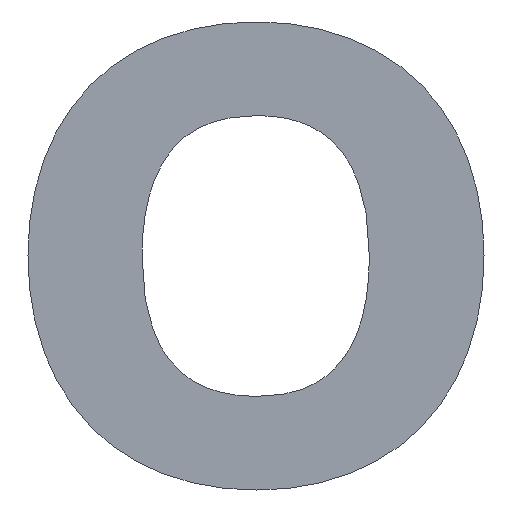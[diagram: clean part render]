
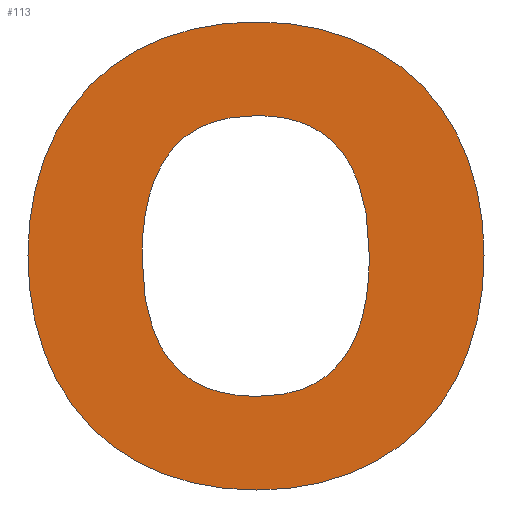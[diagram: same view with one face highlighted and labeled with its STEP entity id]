
A CAD part, front view. The second image highlights one B-rep face of the part: STEP entity #113.
In plain terms, the highlighted planar face has unit normal (0, -1, 0).
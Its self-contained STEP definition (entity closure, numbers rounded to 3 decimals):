
#12=CIRCLE('',#120,0.434);
#13=CIRCLE('',#121,0.444);
#14=CIRCLE('',#122,0.349);
#15=CIRCLE('',#123,0.353);
#16=CIRCLE('',#124,0.466);
#17=CIRCLE('',#125,0.471);
#18=CIRCLE('',#126,0.364);
#19=CIRCLE('',#127,0.345);
#20=CIRCLE('',#128,0.444);
#21=CIRCLE('',#129,0.434);
#22=CIRCLE('',#130,0.345);
#23=CIRCLE('',#131,0.358);
#24=CIRCLE('',#132,0.471);
#25=CIRCLE('',#133,0.466);
#26=CIRCLE('',#134,0.348);
#27=CIRCLE('',#135,0.349);
#28=ORIENTED_EDGE('',*,*,#52,.F.);
#29=ORIENTED_EDGE('',*,*,#53,.F.);
#30=ORIENTED_EDGE('',*,*,#54,.F.);
#31=ORIENTED_EDGE('',*,*,#55,.F.);
#32=ORIENTED_EDGE('',*,*,#56,.F.);
#33=ORIENTED_EDGE('',*,*,#57,.F.);
#34=ORIENTED_EDGE('',*,*,#58,.F.);
#35=ORIENTED_EDGE('',*,*,#59,.F.);
#36=ORIENTED_EDGE('',*,*,#60,.F.);
#37=ORIENTED_EDGE('',*,*,#61,.F.);
#38=ORIENTED_EDGE('',*,*,#62,.F.);
#39=ORIENTED_EDGE('',*,*,#63,.F.);
#40=ORIENTED_EDGE('',*,*,#64,.F.);
#41=ORIENTED_EDGE('',*,*,#65,.F.);
#42=ORIENTED_EDGE('',*,*,#66,.F.);
#43=ORIENTED_EDGE('',*,*,#67,.F.);
#44=ORIENTED_EDGE('',*,*,#68,.F.);
#45=ORIENTED_EDGE('',*,*,#69,.F.);
#46=ORIENTED_EDGE('',*,*,#70,.F.);
#47=ORIENTED_EDGE('',*,*,#71,.F.);
#48=ORIENTED_EDGE('',*,*,#72,.F.);
#49=ORIENTED_EDGE('',*,*,#73,.F.);
#50=ORIENTED_EDGE('',*,*,#74,.F.);
#51=ORIENTED_EDGE('',*,*,#75,.F.);
#52=EDGE_CURVE('',#76,#77,#100,.T.);
#53=EDGE_CURVE('',#78,#76,#101,.T.);
#54=EDGE_CURVE('',#79,#78,#102,.T.);
#55=EDGE_CURVE('',#80,#79,#103,.T.);
#56=EDGE_CURVE('',#81,#80,#104,.T.);
#57=EDGE_CURVE('',#82,#81,#105,.T.);
#58=EDGE_CURVE('',#83,#82,#106,.T.);
#59=EDGE_CURVE('',#77,#83,#107,.T.);
#60=EDGE_CURVE('',#84,#85,#12,.T.);
#61=EDGE_CURVE('',#86,#84,#13,.T.);
#62=EDGE_CURVE('',#87,#86,#14,.T.);
#63=EDGE_CURVE('',#88,#87,#15,.T.);
#64=EDGE_CURVE('',#89,#88,#16,.T.);
#65=EDGE_CURVE('',#90,#89,#17,.T.);
#66=EDGE_CURVE('',#91,#90,#18,.T.);
#67=EDGE_CURVE('',#92,#91,#19,.T.);
#68=EDGE_CURVE('',#93,#92,#20,.T.);
#69=EDGE_CURVE('',#94,#93,#21,.T.);
#70=EDGE_CURVE('',#95,#94,#22,.T.);
#71=EDGE_CURVE('',#96,#95,#23,.T.);
#72=EDGE_CURVE('',#97,#96,#24,.T.);
#73=EDGE_CURVE('',#98,#97,#25,.T.);
#74=EDGE_CURVE('',#99,#98,#26,.T.);
#75=EDGE_CURVE('',#85,#99,#27,.T.);
#76=VERTEX_POINT('',#178);
#77=VERTEX_POINT('',#179);
#78=VERTEX_POINT('',#184);
#79=VERTEX_POINT('',#189);
#80=VERTEX_POINT('',#194);
#81=VERTEX_POINT('',#199);
#82=VERTEX_POINT('',#204);
#83=VERTEX_POINT('',#209);
#84=VERTEX_POINT('',#215);
#85=VERTEX_POINT('',#216);
#86=VERTEX_POINT('',#218);
#87=VERTEX_POINT('',#220);
#88=VERTEX_POINT('',#222);
#89=VERTEX_POINT('',#224);
#90=VERTEX_POINT('',#226);
#91=VERTEX_POINT('',#228);
#92=VERTEX_POINT('',#230);
#93=VERTEX_POINT('',#232);
#94=VERTEX_POINT('',#234);
#95=VERTEX_POINT('',#236);
#96=VERTEX_POINT('',#238);
#97=VERTEX_POINT('',#240);
#98=VERTEX_POINT('',#242);
#99=VERTEX_POINT('',#244);
#100=B_SPLINE_CURVE_WITH_KNOTS('',3,(#174,#175,#176,#177),.UNSPECIFIED.,
 .F.,.F.,(4,4),(0.,1.),.UNSPECIFIED.);
#101=B_SPLINE_CURVE_WITH_KNOTS('',3,(#180,#181,#182,#183),.UNSPECIFIED.,
 .F.,.F.,(4,4),(0.,1.),.UNSPECIFIED.);
#102=B_SPLINE_CURVE_WITH_KNOTS('',3,(#185,#186,#187,#188),.UNSPECIFIED.,
 .F.,.F.,(4,4),(0.,1.),.UNSPECIFIED.);
#103=B_SPLINE_CURVE_WITH_KNOTS('',3,(#190,#191,#192,#193),.UNSPECIFIED.,
 .F.,.F.,(4,4),(0.,1.),.UNSPECIFIED.);
#104=B_SPLINE_CURVE_WITH_KNOTS('',3,(#195,#196,#197,#198),.UNSPECIFIED.,
 .F.,.F.,(4,4),(0.,1.),.UNSPECIFIED.);
#105=B_SPLINE_CURVE_WITH_KNOTS('',3,(#200,#201,#202,#203),.UNSPECIFIED.,
 .F.,.F.,(4,4),(0.,1.),.UNSPECIFIED.);
#106=B_SPLINE_CURVE_WITH_KNOTS('',3,(#205,#206,#207,#208),.UNSPECIFIED.,
 .F.,.F.,(4,4),(0.,1.),.UNSPECIFIED.);
#107=B_SPLINE_CURVE_WITH_KNOTS('',3,(#210,#211,#212,#213),.UNSPECIFIED.,
 .F.,.F.,(4,4),(0.,1.),.UNSPECIFIED.);
#108=EDGE_LOOP('',(#28,#29,#30,#31,#32,#33,#34,#35));
#109=EDGE_LOOP('',(#36,#37,#38,#39,#40,#41,#42,#43,#44,#45,#46,#47,#48,
#49,#50,#51));
#110=FACE_BOUND('',#108,.T.);
#111=FACE_BOUND('',#109,.T.);
#112=PLANE('',#119);
#113=ADVANCED_FACE('',(#110,#111),#112,.T.);
#119=AXIS2_PLACEMENT_3D('',#173,#138,#139);
#120=AXIS2_PLACEMENT_3D('',#214,#140,#141);
#121=AXIS2_PLACEMENT_3D('',#217,#142,#143);
#122=AXIS2_PLACEMENT_3D('',#219,#144,#145);
#123=AXIS2_PLACEMENT_3D('',#221,#146,#147);
#124=AXIS2_PLACEMENT_3D('',#223,#148,#149);
#125=AXIS2_PLACEMENT_3D('',#225,#150,#151);
#126=AXIS2_PLACEMENT_3D('',#227,#152,#153);
#127=AXIS2_PLACEMENT_3D('',#229,#154,#155);
#128=AXIS2_PLACEMENT_3D('',#231,#156,#157);
#129=AXIS2_PLACEMENT_3D('',#233,#158,#159);
#130=AXIS2_PLACEMENT_3D('',#235,#160,#161);
#131=AXIS2_PLACEMENT_3D('',#237,#162,#163);
#132=AXIS2_PLACEMENT_3D('',#239,#164,#165);
#133=AXIS2_PLACEMENT_3D('',#241,#166,#167);
#134=AXIS2_PLACEMENT_3D('',#243,#168,#169);
#135=AXIS2_PLACEMENT_3D('',#245,#170,#171);
#138=DIRECTION('',(0.,-1.,0.));
#139=DIRECTION('',(1.,0.,0.));
#140=DIRECTION('',(0.,1.,0.));
#141=DIRECTION('',(-0.013,0.,1.));
#142=DIRECTION('',(0.,1.,0.));
#143=DIRECTION('',(-0.35,0.,0.937));
#144=DIRECTION('',(0.,1.,0.));
#145=DIRECTION('',(-0.707,0.,0.707));
#146=DIRECTION('',(0.,1.,0.));
#147=DIRECTION('',(-0.94,0.,0.341));
#148=DIRECTION('',(0.,1.,0.));
#149=DIRECTION('',(-1.,0.,-0.014));
#150=DIRECTION('',(0.,1.,0.));
#151=DIRECTION('',(-0.94,0.,-0.34));
#152=DIRECTION('',(0.,1.,0.));
#153=DIRECTION('',(-0.722,0.,-0.692));
#154=DIRECTION('',(0.,1.,0.));
#155=DIRECTION('',(-0.355,0.,-0.935));
#156=DIRECTION('',(0.,1.,0.));
#157=DIRECTION('',(0.013,0.,-1.));
#158=DIRECTION('',(0.,1.,0.));
#159=DIRECTION('',(0.354,0.,-0.935));
#160=DIRECTION('',(0.,1.,0.));
#161=DIRECTION('',(0.711,0.,-0.703));
#162=DIRECTION('',(0.,1.,0.));
#163=DIRECTION('',(0.941,0.,-0.339));
#164=DIRECTION('',(0.,1.,0.));
#165=DIRECTION('',(1.,0.,0.013));
#166=DIRECTION('',(0.,1.,0.));
#167=DIRECTION('',(0.94,0.,0.342));
#168=DIRECTION('',(0.,1.,0.));
#169=DIRECTION('',(0.716,0.,0.698));
#170=DIRECTION('',(0.,1.,0.));
#171=DIRECTION('',(0.354,0.,0.935));
#173=CARTESIAN_POINT('',(1.467,0.,0.8));
#174=CARTESIAN_POINT('',(1.467,0.,0.16));
#175=CARTESIAN_POINT('',(1.532,0.,0.16));
#176=CARTESIAN_POINT('',(1.58,0.,0.18));
#177=CARTESIAN_POINT('',(1.612,0.,0.221));
#178=CARTESIAN_POINT('',(1.467,0.,0.16));
#179=CARTESIAN_POINT('',(1.612,0.,0.221));
#180=CARTESIAN_POINT('',(1.319,0.,0.221));
#181=CARTESIAN_POINT('',(1.351,0.,0.18));
#182=CARTESIAN_POINT('',(1.4,0.,0.16));
#183=CARTESIAN_POINT('',(1.467,0.,0.16));
#184=CARTESIAN_POINT('',(1.319,0.,0.221));
#185=CARTESIAN_POINT('',(1.271,0.,0.4));
#186=CARTESIAN_POINT('',(1.271,0.,0.322));
#187=CARTESIAN_POINT('',(1.287,0.,0.262));
#188=CARTESIAN_POINT('',(1.319,0.,0.221));
#189=CARTESIAN_POINT('',(1.271,0.,0.4));
#190=CARTESIAN_POINT('',(1.319,0.,0.578));
#191=CARTESIAN_POINT('',(1.287,0.,0.537));
#192=CARTESIAN_POINT('',(1.271,0.,0.477));
#193=CARTESIAN_POINT('',(1.271,0.,0.4));
#194=CARTESIAN_POINT('',(1.319,0.,0.578));
#195=CARTESIAN_POINT('',(1.467,0.,0.64));
#196=CARTESIAN_POINT('',(1.4,0.,0.64));
#197=CARTESIAN_POINT('',(1.351,0.,0.619));
#198=CARTESIAN_POINT('',(1.319,0.,0.578));
#199=CARTESIAN_POINT('',(1.467,0.,0.64));
#200=CARTESIAN_POINT('',(1.612,0.,0.579));
#201=CARTESIAN_POINT('',(1.58,0.,0.62));
#202=CARTESIAN_POINT('',(1.532,0.,0.64));
#203=CARTESIAN_POINT('',(1.467,0.,0.64));
#204=CARTESIAN_POINT('',(1.612,0.,0.579));
#205=CARTESIAN_POINT('',(1.659,0.,0.4));
#206=CARTESIAN_POINT('',(1.659,0.,0.478));
#207=CARTESIAN_POINT('',(1.643,0.,0.538));
#208=CARTESIAN_POINT('',(1.612,0.,0.579));
#209=CARTESIAN_POINT('',(1.659,0.,0.4));
#210=CARTESIAN_POINT('',(1.612,0.,0.221));
#211=CARTESIAN_POINT('',(1.643,0.,0.262));
#212=CARTESIAN_POINT('',(1.659,0.,0.321));
#213=CARTESIAN_POINT('',(1.659,0.,0.4));
#214=CARTESIAN_POINT('',(1.472,0.,0.366));
#215=CARTESIAN_POINT('',(1.467,0.,0.8));
#216=CARTESIAN_POINT('',(1.626,0.,0.772));
#217=CARTESIAN_POINT('',(1.461,0.,0.356));
#218=CARTESIAN_POINT('',(1.306,0.,0.772));
#219=CARTESIAN_POINT('',(1.429,0.,0.446));
#220=CARTESIAN_POINT('',(1.183,0.,0.693));
#221=CARTESIAN_POINT('',(1.436,0.,0.446));
#222=CARTESIAN_POINT('',(1.104,0.,0.567));
#223=CARTESIAN_POINT('',(1.541,0.,0.407));
#224=CARTESIAN_POINT('',(1.076,0.,0.401));
#225=CARTESIAN_POINT('',(1.547,0.,0.395));
#226=CARTESIAN_POINT('',(1.104,0.,0.235));
#227=CARTESIAN_POINT('',(1.445,0.,0.36));
#228=CARTESIAN_POINT('',(1.183,0.,0.108));
#229=CARTESIAN_POINT('',(1.428,0.,0.351));
#230=CARTESIAN_POINT('',(1.306,0.,0.028));
#231=CARTESIAN_POINT('',(1.461,0.,0.444));
#232=CARTESIAN_POINT('',(1.467,0.,0.));
#233=CARTESIAN_POINT('',(1.472,0.,0.434));
#234=CARTESIAN_POINT('',(1.626,0.,0.028));
#235=CARTESIAN_POINT('',(1.503,0.,0.351));
#236=CARTESIAN_POINT('',(1.749,0.,0.108));
#237=CARTESIAN_POINT('',(1.49,0.,0.356));
#238=CARTESIAN_POINT('',(1.827,0.,0.235));
#239=CARTESIAN_POINT('',(1.384,0.,0.395));
#240=CARTESIAN_POINT('',(1.855,0.,0.401));
#241=CARTESIAN_POINT('',(1.389,0.,0.407));
#242=CARTESIAN_POINT('',(1.827,0.,0.567));
#243=CARTESIAN_POINT('',(1.499,0.,0.45));
#244=CARTESIAN_POINT('',(1.749,0.,0.693));
#245=CARTESIAN_POINT('',(1.502,0.,0.446));
